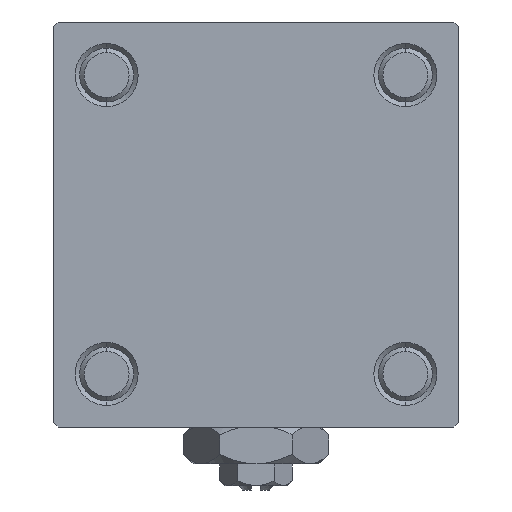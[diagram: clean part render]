
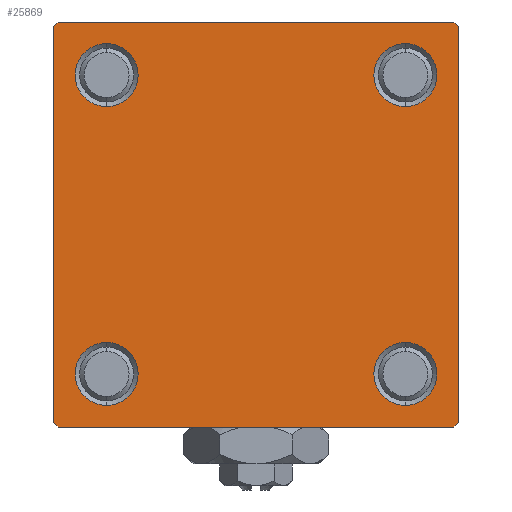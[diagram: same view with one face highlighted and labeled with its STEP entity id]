
A CAD part, left-side view. The second image highlights one B-rep face of the part: STEP entity #25869.
In plain terms, the highlighted planar face has unit normal (-1, 0, 0).
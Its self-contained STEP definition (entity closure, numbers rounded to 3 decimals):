
#736 = ORIENTED_EDGE ( 'NONE', *, *, #38416, .F. ) ;
#1295 = DIRECTION ( 'NONE',  ( 0., 0., -1. ) ) ;
#1465 = LINE ( 'NONE', #9645, #31136 ) ;
#2030 = CARTESIAN_POINT ( 'NONE',  ( 0., 22.25, 22.25 ) ) ;
#2373 = DIRECTION ( 'NONE',  ( 0., 0., 1. ) ) ;
#2693 = CARTESIAN_POINT ( 'NONE',  ( 0., -22.5, -22. ) ) ;
#2714 = CIRCLE ( 'NONE', #33797, 3.5 ) ;
#5027 = EDGE_CURVE ( 'NONE', #36913, #40552, #1465, .T. ) ;
#5083 = VERTEX_POINT ( 'NONE', #7702 ) ;
#5531 = CARTESIAN_POINT ( 'NONE',  ( 0., -16.6, 16.6 ) ) ;
#5632 = ORIENTED_EDGE ( 'NONE', *, *, #5027, .F. ) ;
#5735 = DIRECTION ( 'NONE',  ( 0., 0., 1. ) ) ;
#6332 = EDGE_CURVE ( 'NONE', #13980, #13566, #20991, .T. ) ;
#6822 = CARTESIAN_POINT ( 'NONE',  ( 0., -16.6, -16.6 ) ) ;
#6830 = DIRECTION ( 'NONE',  ( 0., 0., 1. ) ) ;
#6832 = EDGE_LOOP ( 'NONE', ( #34134, #34563 ) ) ;
#6856 = CARTESIAN_POINT ( 'NONE',  ( 0., 0., 0. ) ) ;
#6879 = DIRECTION ( 'NONE',  ( 1., 0., 0. ) ) ;
#7355 = AXIS2_PLACEMENT_3D ( 'NONE', #31587, #6879, #7923 ) ;
#7702 = CARTESIAN_POINT ( 'NONE',  ( 0., -22.5, 22. ) ) ;
#7923 = DIRECTION ( 'NONE',  ( 0., 0., 1. ) ) ;
#8557 = CIRCLE ( 'NONE', #47205, 3.5 ) ;
#9356 = AXIS2_PLACEMENT_3D ( 'NONE', #6822, #47336, #22618 ) ;
#9596 = DIRECTION ( 'NONE',  ( 1., 0., 0. ) ) ;
#9645 = CARTESIAN_POINT ( 'NONE',  ( 0., 22.5, 22.5 ) ) ;
#9729 = EDGE_CURVE ( 'NONE', #27471, #41898, #32819, .T. ) ;
#10183 = VECTOR ( 'NONE', #13815, 1000. ) ;
#10567 = PLANE ( 'NONE',  #47126 ) ;
#10788 = CARTESIAN_POINT ( 'NONE',  ( 0., -16.6, -16.6 ) ) ;
#10817 = FACE_BOUND ( 'NONE', #51509, .T. ) ;
#11183 = EDGE_CURVE ( 'NONE', #37368, #48582, #8557, .T. ) ;
#11332 = EDGE_CURVE ( 'NONE', #41898, #42975, #12932, .T. ) ;
#11457 = EDGE_CURVE ( 'NONE', #18680, #20863, #35438, .T. ) ;
#11534 = DIRECTION ( 'NONE',  ( 0., 0., 1. ) ) ;
#11899 = AXIS2_PLACEMENT_3D ( 'NONE', #37475, #9596, #49579 ) ;
#11902 = AXIS2_PLACEMENT_3D ( 'NONE', #51746, #26752, #39110 ) ;
#11932 = ORIENTED_EDGE ( 'NONE', *, *, #16969, .T. ) ;
#12180 = VERTEX_POINT ( 'NONE', #13704 ) ;
#12404 = EDGE_CURVE ( 'NONE', #12180, #19556, #2714, .T. ) ;
#12523 = DIRECTION ( 'NONE',  ( 0., -0.707, -0.707 ) ) ;
#12874 = CARTESIAN_POINT ( 'NONE',  ( 0., -16.6, 13.1 ) ) ;
#12932 = LINE ( 'NONE', #21849, #17790 ) ;
#13442 = DIRECTION ( 'NONE',  ( 0., 0., 1. ) ) ;
#13483 = CARTESIAN_POINT ( 'NONE',  ( 0., 22., 22.5 ) ) ;
#13566 = VERTEX_POINT ( 'NONE', #26786 ) ;
#13704 = CARTESIAN_POINT ( 'NONE',  ( 0., 16.6, 13.1 ) ) ;
#13715 = CARTESIAN_POINT ( 'NONE',  ( 0., -22.25, 22.25 ) ) ;
#13815 = DIRECTION ( 'NONE',  ( 0., -1., 0. ) ) ;
#13820 = DIRECTION ( 'NONE',  ( 0., 0., -1. ) ) ;
#13927 = CARTESIAN_POINT ( 'NONE',  ( 0., -16.6, 20.1 ) ) ;
#13970 = LINE ( 'NONE', #13715, #17423 ) ;
#13980 = VERTEX_POINT ( 'NONE', #31176 ) ;
#14418 = VECTOR ( 'NONE', #12523, 1000. ) ;
#15083 = EDGE_LOOP ( 'NONE', ( #16366, #11932 ) ) ;
#15290 = FACE_BOUND ( 'NONE', #33301, .T. ) ;
#15374 = ORIENTED_EDGE ( 'NONE', *, *, #6332, .T. ) ;
#16215 = CARTESIAN_POINT ( 'NONE',  ( 0., 22.25, -22.25 ) ) ;
#16366 = ORIENTED_EDGE ( 'NONE', *, *, #11183, .T. ) ;
#16969 = EDGE_CURVE ( 'NONE', #48582, #37368, #20798, .T. ) ;
#17361 = CARTESIAN_POINT ( 'NONE',  ( 0., -22.5, 22.5 ) ) ;
#17381 = EDGE_CURVE ( 'NONE', #5083, #40552, #13970, .T. ) ;
#17423 = VECTOR ( 'NONE', #37906, 1000. ) ;
#17599 = CARTESIAN_POINT ( 'NONE',  ( 0., -16.6, -13.1 ) ) ;
#17790 = VECTOR ( 'NONE', #41587, 1000. ) ;
#18680 = VERTEX_POINT ( 'NONE', #17599 ) ;
#19147 = ORIENTED_EDGE ( 'NONE', *, *, #9729, .T. ) ;
#19493 = DIRECTION ( 'NONE',  ( -1., 0., 0. ) ) ;
#19556 = VERTEX_POINT ( 'NONE', #44675 ) ;
#19933 = CARTESIAN_POINT ( 'NONE',  ( 0., 16.6, 16.6 ) ) ;
#20798 = CIRCLE ( 'NONE', #7355, 3.5 ) ;
#20863 = VERTEX_POINT ( 'NONE', #25613 ) ;
#20991 = CIRCLE ( 'NONE', #11899, 3.5 ) ;
#21245 = ORIENTED_EDGE ( 'NONE', *, *, #47863, .T. ) ;
#21775 = DIRECTION ( 'NONE',  ( 0., 0.707, -0.707 ) ) ;
#21849 = CARTESIAN_POINT ( 'NONE',  ( 0., -22.25, -22.25 ) ) ;
#22618 = DIRECTION ( 'NONE',  ( 0., 0., 1. ) ) ;
#23428 = FACE_BOUND ( 'NONE', #6832, .T. ) ;
#23626 = DIRECTION ( 'NONE',  ( 1., 0., 0. ) ) ;
#23641 = EDGE_CURVE ( 'NONE', #19556, #12180, #49564, .T. ) ;
#23729 = ORIENTED_EDGE ( 'NONE', *, *, #23641, .T. ) ;
#25244 = VECTOR ( 'NONE', #1295, 1000. ) ;
#25470 = CARTESIAN_POINT ( 'NONE',  ( 0., 22.5, 22. ) ) ;
#25532 = DIRECTION ( 'NONE',  ( 1., 0., 0. ) ) ;
#25613 = CARTESIAN_POINT ( 'NONE',  ( 0., -16.6, -20.1 ) ) ;
#25685 = DIRECTION ( 'NONE',  ( 0., -1., 0. ) ) ;
#25869 = ADVANCED_FACE ( 'NONE', ( #34758, #23428, #15290, #10817, #27632 ), #10567, .T. ) ;
#26502 = CARTESIAN_POINT ( 'NONE',  ( 0., 22.5, -22. ) ) ;
#26752 = DIRECTION ( 'NONE',  ( 1., 0., 0. ) ) ;
#26786 = CARTESIAN_POINT ( 'NONE',  ( 0., 16.6, -13.1 ) ) ;
#27471 = VERTEX_POINT ( 'NONE', #46689 ) ;
#27632 = FACE_OUTER_BOUND ( 'NONE', #40128, .T. ) ;
#28561 = CARTESIAN_POINT ( 'NONE',  ( 0., -22., 22.5 ) ) ;
#29412 = CARTESIAN_POINT ( 'NONE',  ( 0., 16.6, 16.6 ) ) ;
#29456 = LINE ( 'NONE', #17361, #25244 ) ;
#30742 = EDGE_CURVE ( 'NONE', #33795, #46708, #38279, .T. ) ;
#31136 = VECTOR ( 'NONE', #25685, 1000. ) ;
#31176 = CARTESIAN_POINT ( 'NONE',  ( 0., 16.6, -20.1 ) ) ;
#31587 = CARTESIAN_POINT ( 'NONE',  ( 0., -16.6, 16.6 ) ) ;
#32103 = AXIS2_PLACEMENT_3D ( 'NONE', #10788, #39189, #6830 ) ;
#32819 = LINE ( 'NONE', #38525, #10183 ) ;
#33224 = ORIENTED_EDGE ( 'NONE', *, *, #11332, .T. ) ;
#33301 = EDGE_LOOP ( 'NONE', ( #45632, #15374 ) ) ;
#33362 = DIRECTION ( 'NONE',  ( 1., 0., 0. ) ) ;
#33795 = VERTEX_POINT ( 'NONE', #25470 ) ;
#33797 = AXIS2_PLACEMENT_3D ( 'NONE', #29412, #33362, #5735 ) ;
#34134 = ORIENTED_EDGE ( 'NONE', *, *, #11457, .T. ) ;
#34563 = ORIENTED_EDGE ( 'NONE', *, *, #41130, .T. ) ;
#34758 = FACE_BOUND ( 'NONE', #15083, .T. ) ;
#35438 = CIRCLE ( 'NONE', #32103, 3.5 ) ;
#35464 = ORIENTED_EDGE ( 'NONE', *, *, #40564, .T. ) ;
#36913 = VERTEX_POINT ( 'NONE', #13483 ) ;
#37368 = VERTEX_POINT ( 'NONE', #13927 ) ;
#37475 = CARTESIAN_POINT ( 'NONE',  ( 0., 16.6, -16.6 ) ) ;
#37900 = CIRCLE ( 'NONE', #9356, 3.5 ) ;
#37906 = DIRECTION ( 'NONE',  ( 0., 0.707, 0.707 ) ) ;
#38279 = LINE ( 'NONE', #49859, #42757 ) ;
#38416 = EDGE_CURVE ( 'NONE', #5083, #42975, #29456, .T. ) ;
#38508 = ORIENTED_EDGE ( 'NONE', *, *, #30742, .T. ) ;
#38525 = CARTESIAN_POINT ( 'NONE',  ( 0., 22.5, -22.5 ) ) ;
#39110 = DIRECTION ( 'NONE',  ( 0., 0., 1. ) ) ;
#39189 = DIRECTION ( 'NONE',  ( 1., 0., 0. ) ) ;
#40128 = EDGE_LOOP ( 'NONE', ( #38508, #35464, #19147, #33224, #736, #41184, #5632, #21245 ) ) ;
#40450 = EDGE_CURVE ( 'NONE', #13566, #13980, #42947, .T. ) ;
#40552 = VERTEX_POINT ( 'NONE', #28561 ) ;
#40564 = EDGE_CURVE ( 'NONE', #46708, #27471, #41175, .T. ) ;
#41059 = CARTESIAN_POINT ( 'NONE',  ( 0., -22., -22.5 ) ) ;
#41130 = EDGE_CURVE ( 'NONE', #20863, #18680, #37900, .T. ) ;
#41175 = LINE ( 'NONE', #16215, #14418 ) ;
#41184 = ORIENTED_EDGE ( 'NONE', *, *, #17381, .T. ) ;
#41587 = DIRECTION ( 'NONE',  ( 0., -0.707, 0.707 ) ) ;
#41898 = VERTEX_POINT ( 'NONE', #41059 ) ;
#42757 = VECTOR ( 'NONE', #13820, 1000. ) ;
#42947 = CIRCLE ( 'NONE', #11902, 3.5 ) ;
#42975 = VERTEX_POINT ( 'NONE', #2693 ) ;
#44675 = CARTESIAN_POINT ( 'NONE',  ( 0., 16.6, 20.1 ) ) ;
#44762 = ORIENTED_EDGE ( 'NONE', *, *, #12404, .T. ) ;
#45399 = AXIS2_PLACEMENT_3D ( 'NONE', #19933, #23626, #11534 ) ;
#45632 = ORIENTED_EDGE ( 'NONE', *, *, #40450, .T. ) ;
#45725 = LINE ( 'NONE', #2030, #51625 ) ;
#46689 = CARTESIAN_POINT ( 'NONE',  ( 0., 22., -22.5 ) ) ;
#46708 = VERTEX_POINT ( 'NONE', #26502 ) ;
#47126 = AXIS2_PLACEMENT_3D ( 'NONE', #6856, #19493, #2373 ) ;
#47205 = AXIS2_PLACEMENT_3D ( 'NONE', #5531, #25532, #13442 ) ;
#47336 = DIRECTION ( 'NONE',  ( 1., 0., 0. ) ) ;
#47863 = EDGE_CURVE ( 'NONE', #36913, #33795, #45725, .T. ) ;
#48582 = VERTEX_POINT ( 'NONE', #12874 ) ;
#49564 = CIRCLE ( 'NONE', #45399, 3.5 ) ;
#49579 = DIRECTION ( 'NONE',  ( 0., 0., 1. ) ) ;
#49859 = CARTESIAN_POINT ( 'NONE',  ( 0., 22.5, 22.5 ) ) ;
#51509 = EDGE_LOOP ( 'NONE', ( #23729, #44762 ) ) ;
#51625 = VECTOR ( 'NONE', #21775, 1000. ) ;
#51746 = CARTESIAN_POINT ( 'NONE',  ( 0., 16.6, -16.6 ) ) ;
